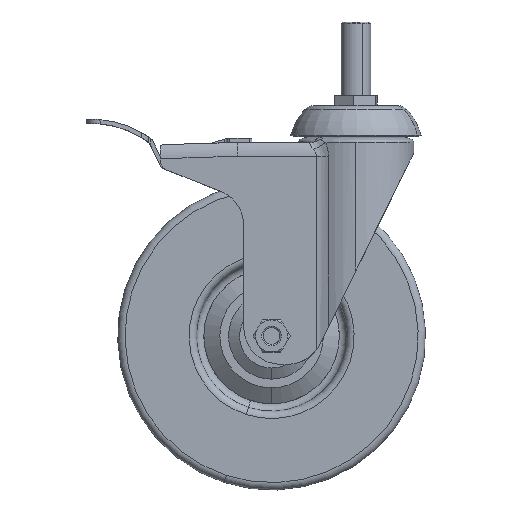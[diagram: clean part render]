
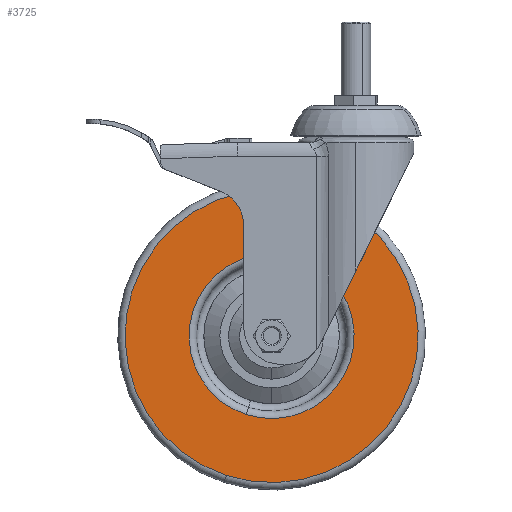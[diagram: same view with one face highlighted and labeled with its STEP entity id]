
A CAD part, top view. The second image highlights one B-rep face of the part: STEP entity #3725.
In plain terms, the highlighted planar face has unit normal (0, 0, 1).
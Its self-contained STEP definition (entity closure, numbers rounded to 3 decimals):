
#525 = CARTESIAN_POINT ( 'NONE',  ( 33.5, 0., 13.5 ) ) ;
#815 = EDGE_CURVE ( 'NONE', #8922, #7644, #5198, .T. ) ;
#1746 = EDGE_CURVE ( 'NONE', #7644, #8922, #9154, .T. ) ;
#1858 = CARTESIAN_POINT ( 'NONE',  ( -59.5, 0., 13.5 ) ) ;
#1965 = DIRECTION ( 'NONE',  ( 0., 0., 1. ) ) ;
#2015 = DIRECTION ( 'NONE',  ( 1., 0., 0. ) ) ;
#2059 = ORIENTED_EDGE ( 'NONE', *, *, #4507, .T. ) ;
#2346 = CARTESIAN_POINT ( 'NONE',  ( 0., 0., 13.5 ) ) ;
#2511 = DIRECTION ( 'NONE',  ( 0., 0., -1. ) ) ;
#3523 = AXIS2_PLACEMENT_3D ( 'NONE', #11290, #4997, #9669 ) ;
#3725 = ADVANCED_FACE ( 'NONE', ( #7815, #7760 ), #10454, .T. ) ;
#4174 = DIRECTION ( 'NONE',  ( 0., 0., 1. ) ) ;
#4282 = ORIENTED_EDGE ( 'NONE', *, *, #1746, .T. ) ;
#4507 = EDGE_CURVE ( 'NONE', #7870, #8737, #10090, .T. ) ;
#4761 = DIRECTION ( 'NONE',  ( 1., 0., 0. ) ) ;
#4997 = DIRECTION ( 'NONE',  ( 0., 0., -1. ) ) ;
#5198 = CIRCLE ( 'NONE', #7624, 59.5 ) ;
#5538 = DIRECTION ( 'NONE',  ( 0., 0., 1. ) ) ;
#5620 = EDGE_LOOP ( 'NONE', ( #11569, #2059 ) ) ;
#7200 = EDGE_LOOP ( 'NONE', ( #8986, #4282 ) ) ;
#7474 = AXIS2_PLACEMENT_3D ( 'NONE', #8638, #4174, #8578 ) ;
#7624 = AXIS2_PLACEMENT_3D ( 'NONE', #9988, #5538, #4761 ) ;
#7644 = VERTEX_POINT ( 'NONE', #1858 ) ;
#7742 = CARTESIAN_POINT ( 'NONE',  ( -33.5, 0., 13.5 ) ) ;
#7760 = FACE_OUTER_BOUND ( 'NONE', #7200, .T. ) ;
#7815 = FACE_BOUND ( 'NONE', #5620, .T. ) ;
#7870 = VERTEX_POINT ( 'NONE', #7742 ) ;
#8578 = DIRECTION ( 'NONE',  ( 1., 0., 0. ) ) ;
#8638 = CARTESIAN_POINT ( 'NONE',  ( 0., 0., 13.5 ) ) ;
#8737 = VERTEX_POINT ( 'NONE', #525 ) ;
#8766 = CARTESIAN_POINT ( 'NONE',  ( 59.5, 0., 13.5 ) ) ;
#8922 = VERTEX_POINT ( 'NONE', #8766 ) ;
#8986 = ORIENTED_EDGE ( 'NONE', *, *, #815, .T. ) ;
#9154 = CIRCLE ( 'NONE', #11227, 59.5 ) ;
#9669 = DIRECTION ( 'NONE',  ( 1., 0., 0. ) ) ;
#9962 = CARTESIAN_POINT ( 'NONE',  ( 0., 0., 13.5 ) ) ;
#9988 = CARTESIAN_POINT ( 'NONE',  ( 0., 0., 13.5 ) ) ;
#10090 = CIRCLE ( 'NONE', #3523, 33.5 ) ;
#10340 = AXIS2_PLACEMENT_3D ( 'NONE', #2346, #2511, #10412 ) ;
#10412 = DIRECTION ( 'NONE',  ( 1., 0., 0. ) ) ;
#10454 = PLANE ( 'NONE',  #7474 ) ;
#10925 = CIRCLE ( 'NONE', #10340, 33.5 ) ;
#11142 = EDGE_CURVE ( 'NONE', #8737, #7870, #10925, .T. ) ;
#11227 = AXIS2_PLACEMENT_3D ( 'NONE', #9962, #1965, #2015 ) ;
#11290 = CARTESIAN_POINT ( 'NONE',  ( 0., 0., 13.5 ) ) ;
#11569 = ORIENTED_EDGE ( 'NONE', *, *, #11142, .T. ) ;
